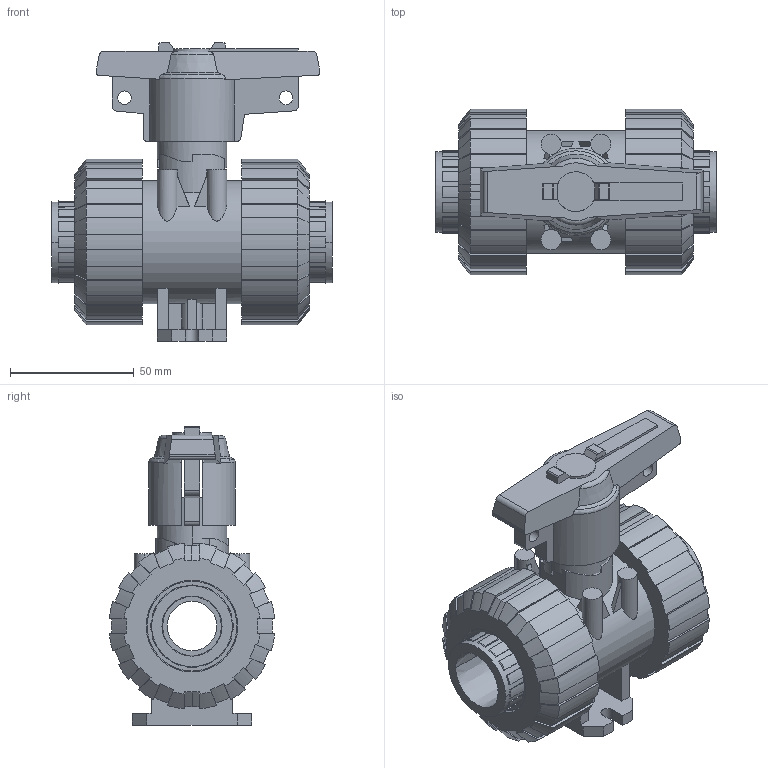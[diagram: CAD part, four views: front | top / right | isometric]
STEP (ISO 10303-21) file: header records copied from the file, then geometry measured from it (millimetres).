
FILE_DESCRIPTION(('STEP AP214'),'1');
FILE_NAME('cctmp_36193F37-590E-43CD-9303-07A6CBD51DCB_2021_10_21_12_34_31_0788..stp','2021-10-21T10:34:32',('Praher Valves GmbH'),('CADClick - www.CADClick.com'),'Spatial InterOp 3D',' ','unknown authorization');
FILE_SCHEMA(('AUTOMOTIVE_DESIGN'));
Length unit declared in the file: millimetre
Products named in the file (7): cc_unnamed; 124093_5; 124093_4; 124093_3; 124093_2; 124093_1; 124093
Assembly tree (6 placements, depth 2):
  cc_unnamed
    124093_5
    124093_4
    124093_3
    124093_2
    124093_1
    124093
Bounding box: 113 x 66.73 x 120.43 mm (x, y, z)
Volume: 300508.9 mm3; surface area: 84552.9 mm2
Topology: 6 solids, 6 shells, 618 faces, 1786 edges, 1190 vertices
Faces by surface type: plane 320, cylinder 170, cone 120, torus 8
Entity records: 26227 total; most frequent: CARTESIAN_POINT 4834, ORIENTED_EDGE 3572, DIRECTION 3388, EDGE_CURVE 1786, AXIS2_PLACEMENT_3D 1233, VERTEX_POINT 1190, LINE 922, VECTOR 922
